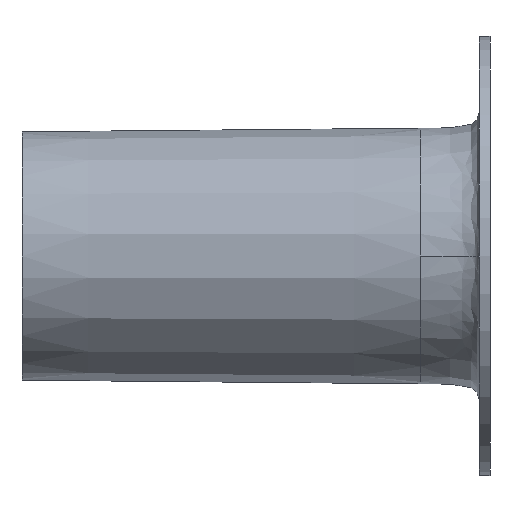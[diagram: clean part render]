
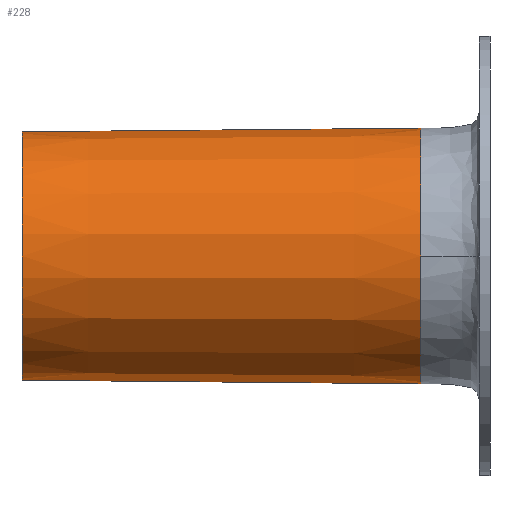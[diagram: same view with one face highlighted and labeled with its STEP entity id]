
A CAD part, left-side view. The second image highlights one B-rep face of the part: STEP entity #228.
In plain terms, the highlighted conical face has half-angle 0.517 degrees and reference radius 35.5 mm.
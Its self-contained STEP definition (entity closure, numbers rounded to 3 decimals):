
#10 = EDGE_CURVE ( 'NONE', #181, #443, #439, .T. ) ;
#18 = EDGE_CURVE ( 'NONE', #181, #499, #119, .T. ) ;
#21 = VECTOR ( 'NONE', #401, 1000. ) ;
#37 = CARTESIAN_POINT ( 'NONE',  ( 0., 19.299, -35.5 ) ) ;
#41 = EDGE_CURVE ( 'NONE', #499, #402, #303, .T. ) ;
#45 = AXIS2_PLACEMENT_3D ( 'NONE', #322, #98, #109 ) ;
#62 = AXIS2_PLACEMENT_3D ( 'NONE', #242, #422, #103 ) ;
#80 = DIRECTION ( 'NONE',  ( 0., 0., -1. ) ) ;
#82 = CIRCLE ( 'NONE', #62, 35.5 ) ;
#98 = DIRECTION ( 'NONE',  ( 0., -1., 0. ) ) ;
#103 = DIRECTION ( 'NONE',  ( 0., 0., -1. ) ) ;
#109 = DIRECTION ( 'NONE',  ( 0., 0., -1. ) ) ;
#119 = CIRCLE ( 'NONE', #473, 34.5 ) ;
#130 = CARTESIAN_POINT ( 'NONE',  ( 0., 130., 0. ) ) ;
#145 = FACE_OUTER_BOUND ( 'NONE', #490, .T. ) ;
#181 = VERTEX_POINT ( 'NONE', #509 ) ;
#218 = VERTEX_POINT ( 'NONE', #555 ) ;
#221 = ORIENTED_EDGE ( 'NONE', *, *, #18, .T. ) ;
#225 = VECTOR ( 'NONE', #590, 1000. ) ;
#228 = ADVANCED_FACE ( 'NONE', ( #145 ), #404, .T. ) ;
#238 = CARTESIAN_POINT ( 'NONE',  ( 0., 130., -34.5 ) ) ;
#242 = CARTESIAN_POINT ( 'NONE',  ( 0., 19.299, 0. ) ) ;
#273 = ORIENTED_EDGE ( 'NONE', *, *, #559, .F. ) ;
#303 = LINE ( 'NONE', #342, #225 ) ;
#305 = CARTESIAN_POINT ( 'NONE',  ( 0., 19.299, 35.5 ) ) ;
#318 = ORIENTED_EDGE ( 'NONE', *, *, #41, .T. ) ;
#322 = CARTESIAN_POINT ( 'NONE',  ( 0., 19.299, 0. ) ) ;
#333 = EDGE_CURVE ( 'NONE', #218, #402, #345, .T. ) ;
#342 = CARTESIAN_POINT ( 'NONE',  ( 0., 19.299, -35.5 ) ) ;
#345 = CIRCLE ( 'NONE', #562, 35.5 ) ;
#390 = CARTESIAN_POINT ( 'NONE',  ( 0., 19.299, 35.5 ) ) ;
#396 = ORIENTED_EDGE ( 'NONE', *, *, #333, .F. ) ;
#398 = DIRECTION ( 'NONE',  ( 0., -1., 0. ) ) ;
#401 = DIRECTION ( 'NONE',  ( 0., -1., 0.009 ) ) ;
#402 = VERTEX_POINT ( 'NONE', #37 ) ;
#404 = CONICAL_SURFACE ( 'NONE', #45, 35.5, 0.009 ) ;
#422 = DIRECTION ( 'NONE',  ( 0., -1., 0. ) ) ;
#439 = LINE ( 'NONE', #390, #21 ) ;
#443 = VERTEX_POINT ( 'NONE', #305 ) ;
#447 = DIRECTION ( 'NONE',  ( 0., -1., 0. ) ) ;
#453 = ORIENTED_EDGE ( 'NONE', *, *, #10, .F. ) ;
#473 = AXIS2_PLACEMENT_3D ( 'NONE', #130, #398, #586 ) ;
#490 = EDGE_LOOP ( 'NONE', ( #453, #221, #318, #396, #273 ) ) ;
#499 = VERTEX_POINT ( 'NONE', #238 ) ;
#509 = CARTESIAN_POINT ( 'NONE',  ( 0., 130., 34.5 ) ) ;
#540 = CARTESIAN_POINT ( 'NONE',  ( 0., 19.299, 0. ) ) ;
#555 = CARTESIAN_POINT ( 'NONE',  ( -35.5, 19.299, 0. ) ) ;
#559 = EDGE_CURVE ( 'NONE', #443, #218, #82, .T. ) ;
#562 = AXIS2_PLACEMENT_3D ( 'NONE', #540, #447, #80 ) ;
#586 = DIRECTION ( 'NONE',  ( 0., 0., -1. ) ) ;
#590 = DIRECTION ( 'NONE',  ( 0., -1., -0.009 ) ) ;
